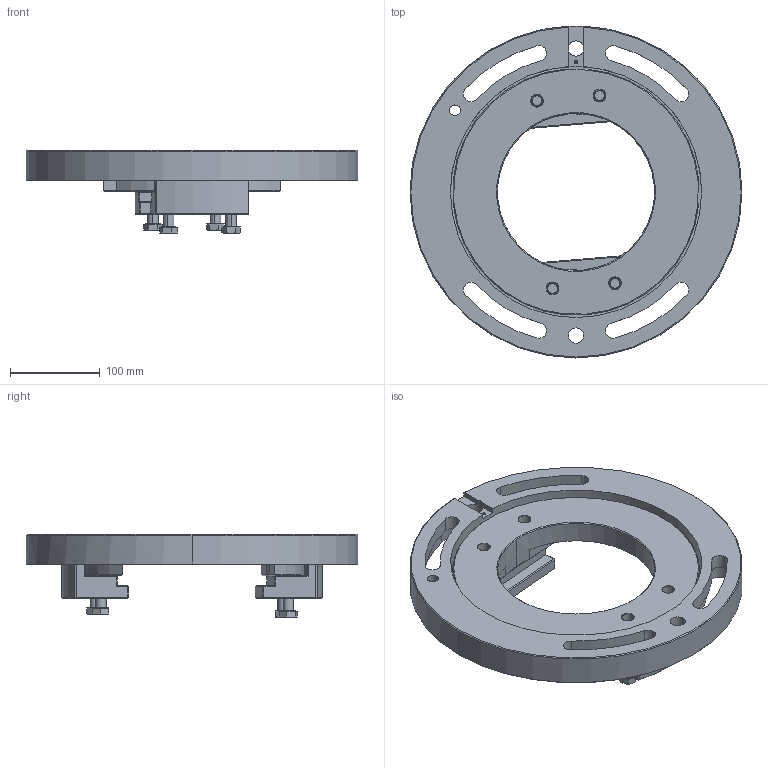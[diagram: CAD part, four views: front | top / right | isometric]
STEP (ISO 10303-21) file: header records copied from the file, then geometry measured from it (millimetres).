
FILE_DESCRIPTION (( 'STEP AP203' ), '1' );
FILE_NAME ('GT853171-09×°Åä.STEP', '2021-09-17T07:54:29', ( '' ), ( '' ), 'SwSTEP 2.0', 'SolidWorks 2012', '' );
FILE_SCHEMA (( 'CONFIG_CONTROL_DESIGN' ));
Length unit declared in the file: millimetre
Products named in the file (5): GT853171-09蚾饜; GT853177-07; hexagon head bolts-full thread gb_GB_FASTENER_BOLT_STBAB A M12X50-N; GT853177-09; GT853177-08
Assembly tree (8 placements, depth 2):
  GT853171-09蚾饜
    GT853177-09
    GT853177-08
    GT853177-07  x2
    hexagon head bolts-full thread gb_GB_FASTENER_BOLT_STBAB A M12X50-N  x4
Bounding box: 370 x 370 x 92.68 mm (x, y, z)
Volume: 2591835.1 mm3; surface area: 393410.4 mm2
Topology: 8 solids, 8 shells, 406 faces, 932 edges, 552 vertices
Faces by surface type: plane 169, cone 138, cylinder 99
Entity records: 8346 total; most frequent: DIRECTION 1429, CARTESIAN_POINT 1422, ORIENTED_EDGE 1244, EDGE_CURVE 622, AXIS2_PLACEMENT_3D 569, VERTEX_POINT 370, EDGE_LOOP 308, VECTOR 291
